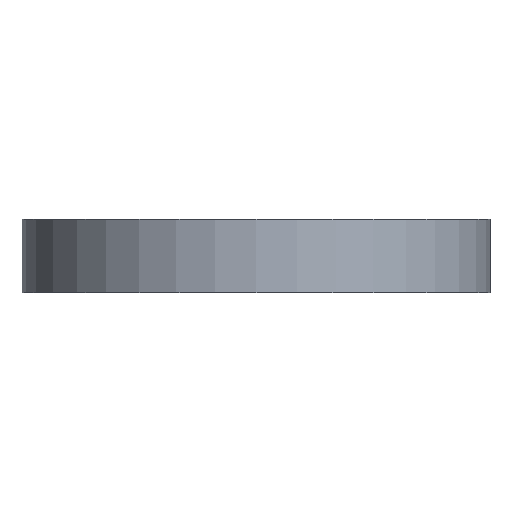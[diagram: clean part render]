
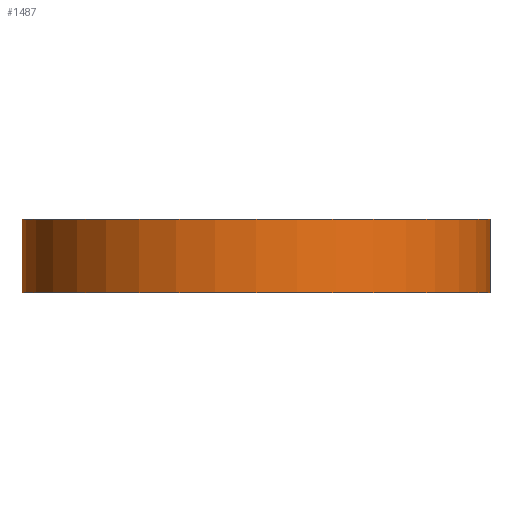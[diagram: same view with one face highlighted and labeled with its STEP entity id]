
A CAD part, front view. The second image highlights one B-rep face of the part: STEP entity #1487.
In plain terms, the highlighted cylindrical face has radius 19 mm (diameter 38 mm), a full revolution.
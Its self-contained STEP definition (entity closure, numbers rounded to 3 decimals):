
#1487=ADVANCED_FACE('',(#9535,#9537),#9539,.T.);
#9535=FACE_OUTER_BOUND('',#9536,.T.);
#9536=EDGE_LOOP('',(#10809));
#9537=FACE_OUTER_BOUND('',#9538,.T.);
#9538=EDGE_LOOP('',(#10810));
#9539=CYLINDRICAL_SURFACE('',#9540,19.);
#9540=AXIS2_PLACEMENT_3D('',#9541,#9542,#9543);
#9541=CARTESIAN_POINT('',(0.,0.,0.));
#9542=DIRECTION('',(0.,0.,1.));
#9543=DIRECTION('',(-1.,0.,0.));
#10809=ORIENTED_EDGE('',*,*,#10994,.F.);
#10810=ORIENTED_EDGE('',*,*,#10831,.T.);
#10831=EDGE_CURVE('',#11319,#11319,#11320,.T.);
#10994=EDGE_CURVE('',#11645,#11645,#11646,.T.);
#11319=VERTEX_POINT('',#12133);
#11320=CIRCLE('',#12134,19.);
#11645=VERTEX_POINT('',#14028);
#11646=CIRCLE('',#14029,19.);
#12133=CARTESIAN_POINT('',(-19.,0.,0.));
#12134=AXIS2_PLACEMENT_3D('',#12135,#12136,#12137);
#12135=CARTESIAN_POINT('',(0.,0.,0.));
#12136=DIRECTION('',(0.,0.,1.));
#12137=DIRECTION('',(-1.,0.,0.));
#14028=CARTESIAN_POINT('',(-19.,0.,6.));
#14029=AXIS2_PLACEMENT_3D('',#14030,#14031,#14032);
#14030=CARTESIAN_POINT('',(0.,0.,6.));
#14031=DIRECTION('',(0.,0.,1.));
#14032=DIRECTION('',(-1.,0.,0.));
